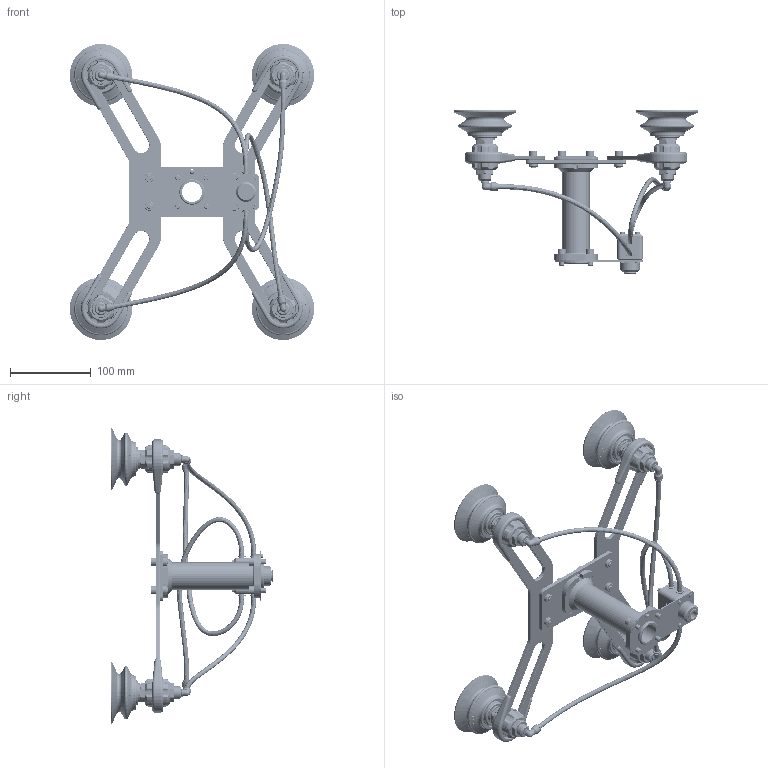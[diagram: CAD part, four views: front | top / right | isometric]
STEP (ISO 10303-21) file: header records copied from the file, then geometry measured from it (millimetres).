
FILE_DESCRIPTION (( 'STEP AP214' ), '1' );
FILE_NAME ('PowerPick Gripper (0 mm + L bracket configuration).STEP', '2023-02-22T14:47:18', ( '' ), ( '' ), 'SwSTEP 2.0', 'SolidWorks 2021', '' );
FILE_SCHEMA (( 'AUTOMOTIVE_DESIGN' ));
Length unit declared in the file: millimetre
Products named in the file (27): I-029; socket head cap screw iso robotiq_ISO 4762 M3 x 35 - 18C; I-024; socket head cap screw iso robotiq_ISO 4762 M6 x 15 - 15C; I-030; I-027; X-320612-A CONNEXION PNEUMATIQUE DIA 10MM, LONG 17.0_X-320612-A; V-017_ÉCROU D''AIR_D‚faut; V-018_PRISE D''ÉCROU ET BOULON_D‚faut; I-006; PowerPick Gripper (0 mm + L bracket configuration); RACCORD EN COUDE AVEC TIGE_5225K118; X-340060-A TUYAU 6MM^I-ASM-CLIENT-004_L-315mm; V-A03_AIR NODE; X-340060-A TUYAU 6MM^I-ASM-CLIENT-004_L-275mm-mirror; socket head cap screw iso robotiq_ISO 4762 M3 x 4 - 4C; FLAT WASHER REGULAR_Y-130112-A; self-clinching nut_pmm1_PEM S-M6-1 ZI--N; X-340060-A TUYAU 6MM^I-ASM-CLIENT-004_L-315mm-mirror; I-023; Connexion Legris 6mm X 11.5mm serie 3100; X-340060-A TUYAU 6MM^I-ASM-CLIENT-004_L-275mm; I-028; X-350175-A - B75XP PIAB SUCTION CUP_X-350175-A; V-016_BOULON D''AIR_D‚faut; toothed lock washer metric robotiq_DIN 6797-A6.4; I-023 Plate^I-023
Assembly tree (72 placements, depth 3):
  PowerPick Gripper (0 mm + L bracket configuration)
    I-023
      I-023 Plate^I-023
      self-clinching nut_pmm1_PEM S-M6-1 ZI--N  x4
    I-024  x2
    I-027
    I-028
    I-029
    I-030
    I-006  x4
    V-A03_AIR NODE  x4
      V-016_BOULON D''AIR_D‚faut
      V-018_PRISE D''ÉCROU ET BOULON_D‚faut
      V-017_ÉCROU D''AIR_D‚faut
      Connexion Legris 6mm X 11.5mm serie 3100
    X-350175-A - B75XP PIAB SUCTION CUP_X-350175-A  x4
    X-320612-A CONNEXION PNEUMATIQUE DIA 10MM, LONG 17.0_X-320612-A
    Connexion Legris 6mm X 11.5mm serie 3100  x4
    RACCORD EN COUDE AVEC TIGE_5225K118  x4
    FLAT WASHER REGULAR_Y-130112-A  x4
    socket head cap screw iso robotiq_ISO 4762 M6 x 15 - 15C  x12
    socket head cap screw iso robotiq_ISO 4762 M3 x 4 - 4C  x2
    toothed lock washer metric robotiq_DIN 6797-A6.4  x8
    socket head cap screw iso robotiq_ISO 4762 M3 x 35 - 18C  x4
    X-340060-A TUYAU 6MM^I-ASM-CLIENT-004_L-275mm
    X-340060-A TUYAU 6MM^I-ASM-CLIENT-004_L-275mm-mirror
    X-340060-A TUYAU 6MM^I-ASM-CLIENT-004_L-315mm
    X-340060-A TUYAU 6MM^I-ASM-CLIENT-004_L-315mm-mirror
Bounding box: 303.52 x 202.19 x 367.45 mm (x, y, z)
Volume: 425865.3 mm3; surface area: 387437.4 mm2
Topology: 82 solids, 118 shells, 7948 faces, 19470 edges, 11906 vertices
Faces by surface type: plane 2120, cylinder 1821, bspline 1452, cone 1172, torus 911, sphere 472
Entity records: 92741 total; most frequent: CARTESIAN_POINT 30817, ORIENTED_EDGE 11605, DIRECTION 11508, EDGE_CURVE 5910, AXIS2_PLACEMENT_3D 4427, VERTEX_POINT 3684, VECTOR 2654, LINE 2654
